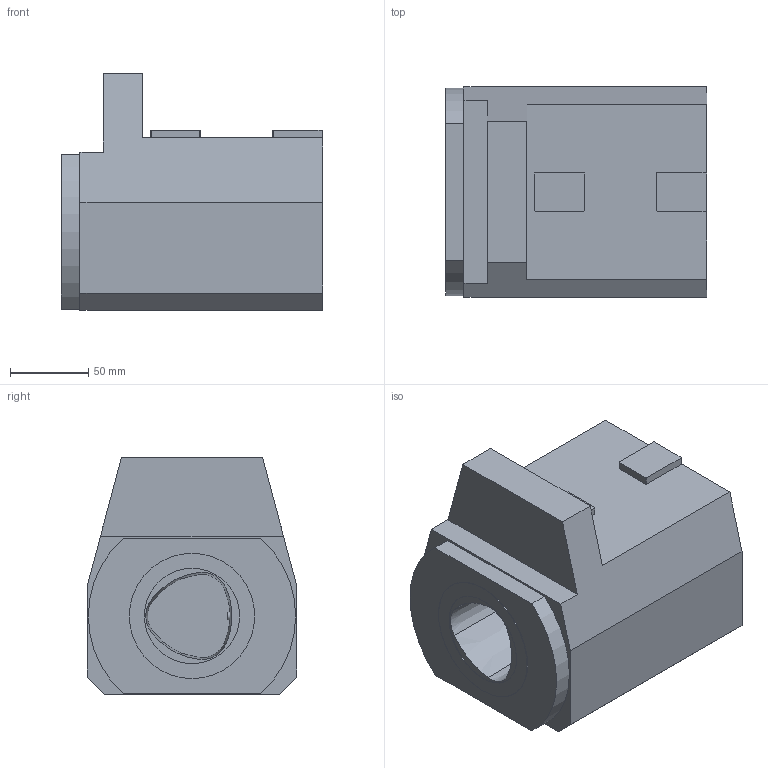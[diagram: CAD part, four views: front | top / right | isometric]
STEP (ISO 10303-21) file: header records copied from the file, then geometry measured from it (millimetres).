
FILE_DESCRIPTION(/* description */ (''),/* implementation_level */ '2;1');
FILE_NAME(/* name */ '1528958402023.stp',/* time_stamp */ '2018-06-14T08:40:07+02:00',/* author */ (''),/* organization */ ('SMS'),/* preprocessor_version */ 'ST-DEVELOPER v15',/* originating_system */ 'SIEMENS PLM Software NX 8.5',/* authorisation */ '');
FILE_SCHEMA (('AUTOMOTIVE_DESIGN { 1 0 10303 214 3 1 1 1 }'));
Length unit declared in the file: millimetre
Products named in the file (1): 201708048mod000_00
Bounding box: 167 x 134 x 151 mm (x, y, z)
Volume: 2321924.7 mm3; surface area: 122499.8 mm2
Topology: 1 solids, 1 shells, 49 faces, 126 edges, 85 vertices
Faces by surface type: plane 38, cone 6, cylinder 5
Full cylindrical faces by diameter (mm): 5 x1, 60.8 x1, 80 x1
Entity records: 1550 total; most frequent: CARTESIAN_POINT 312, DIRECTION 246, ORIENTED_EDGE 240, EDGE_CURVE 120, LINE 98, VECTOR 98, VERTEX_POINT 82, AXIS2_PLACEMENT_3D 74
